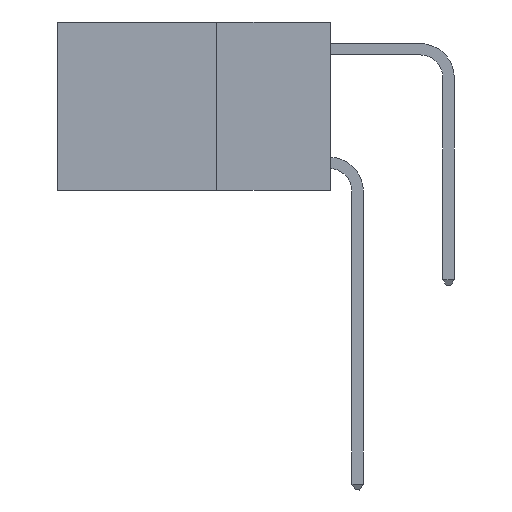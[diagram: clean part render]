
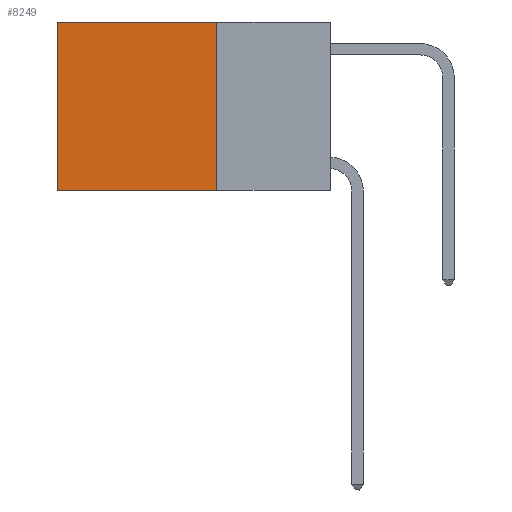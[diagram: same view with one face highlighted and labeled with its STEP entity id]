
A CAD part, left-side view. The second image highlights one B-rep face of the part: STEP entity #8249.
In plain terms, the highlighted planar face has unit normal (-1, 0, 0).
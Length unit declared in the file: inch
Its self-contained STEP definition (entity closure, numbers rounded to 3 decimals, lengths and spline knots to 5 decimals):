
#367 = EDGE_CURVE ( 'NONE', #3603, #674, #8650, .T. ) ;
#674 = VERTEX_POINT ( 'NONE', #9412 ) ;
#1041 = DIRECTION ( 'NONE',  ( 0., 0., -1. ) ) ;
#1151 = CARTESIAN_POINT ( 'NONE',  ( 0.2625, 0.25, 0. ) ) ;
#2362 = VERTEX_POINT ( 'NONE', #9744 ) ;
#2617 = VERTEX_POINT ( 'NONE', #13948 ) ;
#3603 = VERTEX_POINT ( 'NONE', #7167 ) ;
#3887 = EDGE_CURVE ( 'NONE', #2362, #3603, #13422, .T. ) ;
#4210 = AXIS2_PLACEMENT_3D ( 'NONE', #14619, #7229, #15867 ) ;
#4255 = CARTESIAN_POINT ( 'NONE',  ( 0.2625, 0.25, -0.37 ) ) ;
#4760 = LINE ( 'NONE', #9865, #8100 ) ;
#5363 = VECTOR ( 'NONE', #14854, 39.37008 ) ;
#5956 = PLANE ( 'NONE',  #4210 ) ;
#6246 = ORIENTED_EDGE ( 'NONE', *, *, #8670, .T. ) ;
#7167 = CARTESIAN_POINT ( 'NONE',  ( 0.2625, 0.25, -0.37 ) ) ;
#7229 = DIRECTION ( 'NONE',  ( 1., 0., 0. ) ) ;
#7738 = FACE_OUTER_BOUND ( 'NONE', #14305, .T. ) ;
#7742 = CARTESIAN_POINT ( 'NONE',  ( 0.2625, 0.25, 0. ) ) ;
#8100 = VECTOR ( 'NONE', #1041, 39.37008 ) ;
#8249 = ADVANCED_FACE ( 'NONE', ( #7738 ), #5956, .F. ) ;
#8365 = ORIENTED_EDGE ( 'NONE', *, *, #3887, .F. ) ;
#8404 = VECTOR ( 'NONE', #12472, 39.37008 ) ;
#8650 = LINE ( 'NONE', #4255, #5363 ) ;
#8670 = EDGE_CURVE ( 'NONE', #2617, #674, #4760, .T. ) ;
#9412 = CARTESIAN_POINT ( 'NONE',  ( 0.2625, 0.6, -0.37 ) ) ;
#9744 = CARTESIAN_POINT ( 'NONE',  ( 0.2625, 0.25, 0. ) ) ;
#9865 = CARTESIAN_POINT ( 'NONE',  ( 0.2625, 0.6, 0. ) ) ;
#11710 = LINE ( 'NONE', #1151, #8404 ) ;
#12149 = EDGE_CURVE ( 'NONE', #2362, #2617, #11710, .T. ) ;
#12472 = DIRECTION ( 'NONE',  ( 0., 1., 0. ) ) ;
#13028 = VECTOR ( 'NONE', #15139, 39.37008 ) ;
#13422 = LINE ( 'NONE', #7742, #13028 ) ;
#13948 = CARTESIAN_POINT ( 'NONE',  ( 0.2625, 0.6, 0. ) ) ;
#14305 = EDGE_LOOP ( 'NONE', ( #6246, #15858, #8365, #15200 ) ) ;
#14619 = CARTESIAN_POINT ( 'NONE',  ( 0.2625, 0.25, 0. ) ) ;
#14854 = DIRECTION ( 'NONE',  ( 0., 1., 0. ) ) ;
#15139 = DIRECTION ( 'NONE',  ( 0., 0., -1. ) ) ;
#15200 = ORIENTED_EDGE ( 'NONE', *, *, #12149, .T. ) ;
#15858 = ORIENTED_EDGE ( 'NONE', *, *, #367, .F. ) ;
#15867 = DIRECTION ( 'NONE',  ( 0., 0., -1. ) ) ;
